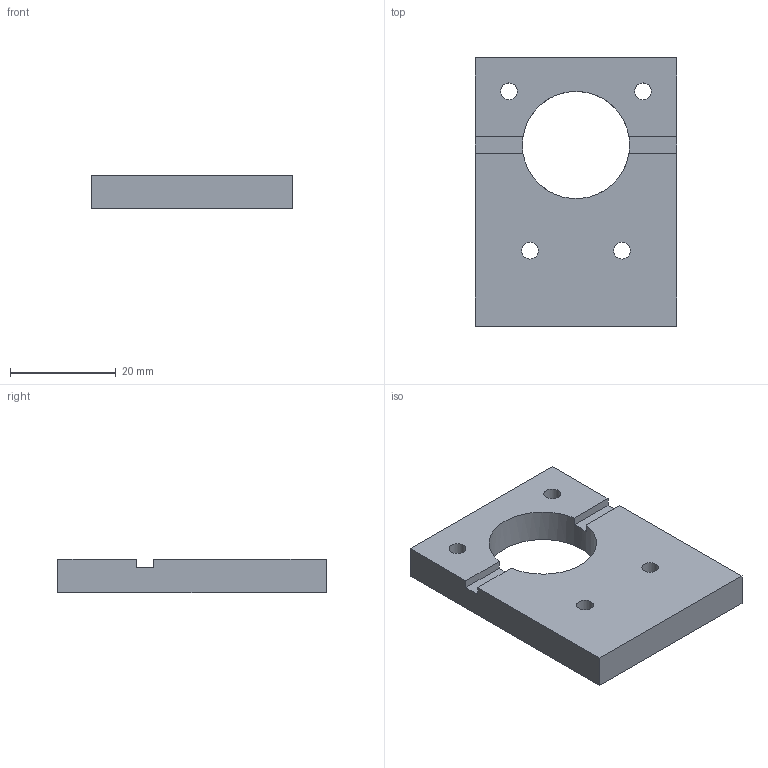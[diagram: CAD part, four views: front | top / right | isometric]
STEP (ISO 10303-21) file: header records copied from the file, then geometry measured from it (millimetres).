
FILE_DESCRIPTION( ( 'Unknown' ), '1' );
FILE_NAME( 'pivot motor holder.stp', 'Unknown', ( 'Unknown' ), ( 'Unknown' ), 'XStep 1.0', 'Unknown', ' ' );
FILE_SCHEMA( ( 'CONFIG_CONTROL_DESIGN' ) );
Length unit declared in the file: millimetre
Products named in the file (1): 1
Bounding box: 38.1 x 50.8 x 6.35 mm (x, y, z)
Volume: 9939.9 mm3; surface area: 4983.8 mm2
Topology: 1 solids, 1 shells, 18 faces, 51 edges, 34 vertices
Faces by surface type: plane 13, cylinder 5
Full cylindrical faces by diameter (mm): 3.175 x4, 20.32 x1
Entity records: 618 total; most frequent: CARTESIAN_POINT 97, DIRECTION 96, ORIENTED_EDGE 90, EDGE_CURVE 45, VERTEX_POINT 33, AXIS2_PLACEMENT_3D 32, EDGE_LOOP 32, LINE 32
